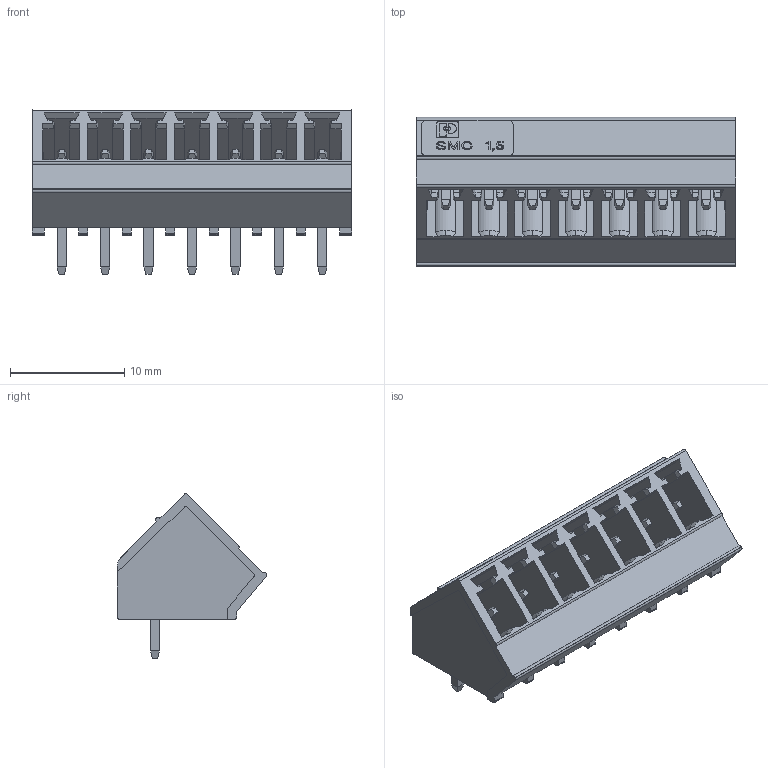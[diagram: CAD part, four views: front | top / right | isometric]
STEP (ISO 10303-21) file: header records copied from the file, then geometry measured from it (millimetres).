
FILE_DESCRIPTION(('STEP AP214'),'1');
FILE_NAME('cctmp_41766926-DF82-4932-8664-0D16C45C9394_2023_02_03_14_45_04_0490_7660..stp','2023-02-03T14:45:04',('PHOENIX CONTACT Deutschland GmbH'),('CADClick - www.CADClick.com'),'Spatial InterOp 3D',' ','unknown authorization');
FILE_SCHEMA(('AUTOMOTIVE_DESIGN'));
Length unit declared in the file: millimetre
Products named in the file (9): 2023_02_03_14_45_04_0084; 2023_02_03_14_45_04_0490; 2023_02_03_14_45_04_0475; 2023_02_03_14_45_04_0459; 2023_02_03_14_45_04_0443; 2023_02_03_14_45_04_0428; 2023_02_03_14_45_04_0412; 2023_02_03_14_45_04_0397; 2023_02_03_14_45_04_0350
Assembly tree (8 placements, depth 2):
  2023_02_03_14_45_04_0084
    2023_02_03_14_45_04_0490
    2023_02_03_14_45_04_0475
    2023_02_03_14_45_04_0459
    2023_02_03_14_45_04_0443
    2023_02_03_14_45_04_0428
    2023_02_03_14_45_04_0412
    2023_02_03_14_45_04_0397
    2023_02_03_14_45_04_0350
Bounding box: 28.06 x 13.11 x 14.42 mm (x, y, z)
Volume: 1417.2 mm3; surface area: 3240.3 mm2
Topology: 8 solids, 8 shells, 739 faces, 2081 edges, 1382 vertices
Faces by surface type: plane 639, cylinder 53, cone 28, extrusion 19
Entity records: 30367 total; most frequent: CARTESIAN_POINT 5006, ORIENTED_EDGE 4162, DIRECTION 3661, EDGE_CURVE 2081, VECTOR 1893, LINE 1874, VERTEX_POINT 1382, AXIS2_PLACEMENT_3D 884
